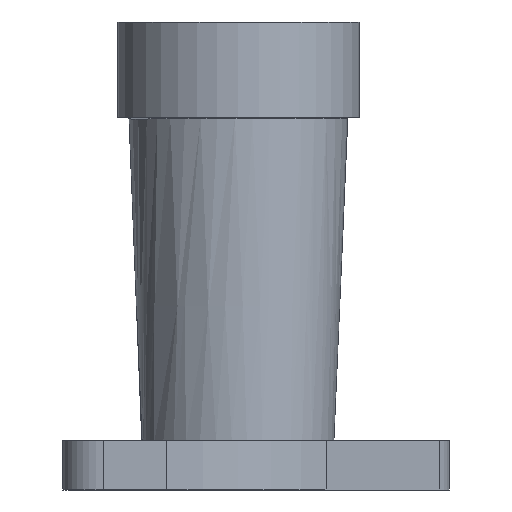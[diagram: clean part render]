
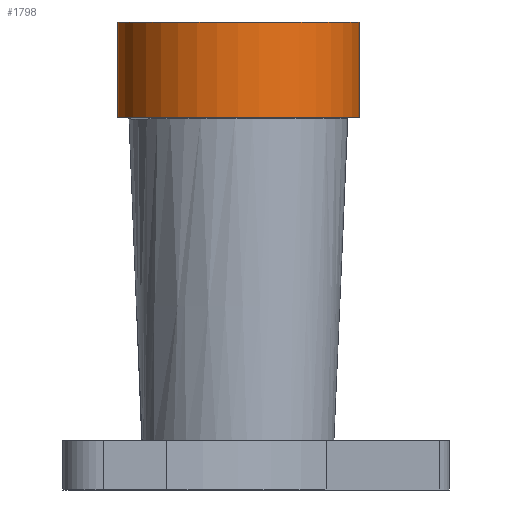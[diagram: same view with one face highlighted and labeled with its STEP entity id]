
A CAD part, left-side view. The second image highlights one B-rep face of the part: STEP entity #1798.
In plain terms, the highlighted cylindrical face has radius 27.125 mm (diameter 54.25 mm), a full revolution.
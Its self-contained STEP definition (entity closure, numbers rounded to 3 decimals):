
#55=CIRCLE('',#1903,27.125);
#63=CIRCLE('',#1914,27.125);
#161=CYLINDRICAL_SURFACE('',#1913,27.125);
#225=FACE_OUTER_BOUND('',#318,.T.);
#318=EDGE_LOOP('',(#1233,#1234,#1235,#1236));
#452=LINE('',#2743,#549);
#549=VECTOR('',#2128,27.125);
#738=VERTEX_POINT('',#2682);
#749=VERTEX_POINT('',#2742);
#929=EDGE_CURVE('',#738,#738,#55,.T.);
#943=EDGE_CURVE('',#738,#749,#452,.T.);
#944=EDGE_CURVE('',#749,#749,#63,.T.);
#1233=ORIENTED_EDGE('',*,*,#929,.F.);
#1234=ORIENTED_EDGE('',*,*,#943,.T.);
#1235=ORIENTED_EDGE('',*,*,#944,.F.);
#1236=ORIENTED_EDGE('',*,*,#943,.F.);
#1798=ADVANCED_FACE('',(#225),#161,.T.);
#1903=AXIS2_PLACEMENT_3D('',#2683,#2104,#2105);
#1913=AXIS2_PLACEMENT_3D('',#2741,#2126,#2127);
#1914=AXIS2_PLACEMENT_3D('',#2744,#2129,#2130);
#2104=DIRECTION('center_axis',(0.,0.,-1.));
#2105=DIRECTION('ref_axis',(1.,0.,0.));
#2126=DIRECTION('center_axis',(0.,0.,-1.));
#2127=DIRECTION('ref_axis',(1.,0.,0.));
#2128=DIRECTION('',(0.,0.,1.));
#2129=DIRECTION('center_axis',(0.,0.,1.));
#2130=DIRECTION('ref_axis',(1.,0.,0.));
#2682=CARTESIAN_POINT('',(-663.625,-26.607,72.398));
#2683=CARTESIAN_POINT('Origin',(-636.5,-26.607,72.398));
#2741=CARTESIAN_POINT('Origin',(-636.5,-26.607,93.778));
#2742=CARTESIAN_POINT('',(-663.625,-26.607,93.778));
#2743=CARTESIAN_POINT('',(-663.625,-26.607,93.778));
#2744=CARTESIAN_POINT('Origin',(-636.5,-26.607,93.778));
